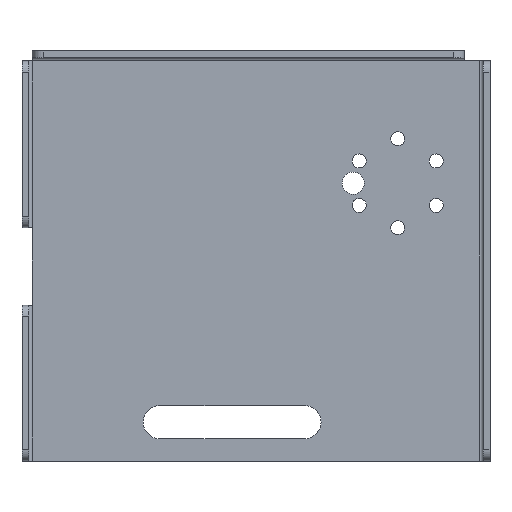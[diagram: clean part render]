
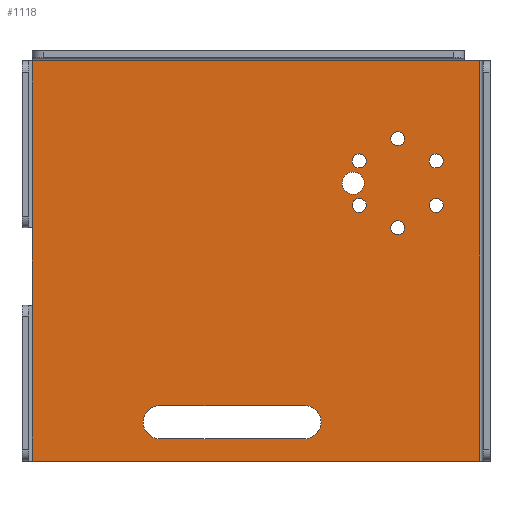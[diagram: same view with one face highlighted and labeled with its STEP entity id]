
A CAD part, left-side view. The second image highlights one B-rep face of the part: STEP entity #1118.
In plain terms, the highlighted planar face has unit normal (-1, 0, 0).
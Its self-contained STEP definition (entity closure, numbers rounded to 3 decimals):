
#37=FACE_BOUND('',#191,.T.);
#38=FACE_BOUND('',#192,.T.);
#39=FACE_BOUND('',#193,.T.);
#40=FACE_BOUND('',#194,.T.);
#41=FACE_BOUND('',#195,.T.);
#42=FACE_BOUND('',#196,.T.);
#43=FACE_BOUND('',#197,.T.);
#44=FACE_BOUND('',#198,.T.);
#66=PLANE('',#1247);
#110=FACE_OUTER_BOUND('',#190,.T.);
#190=EDGE_LOOP('',(#937,#938,#939,#940,#941,#942,#943));
#191=EDGE_LOOP('',(#944,#945,#946,#947));
#192=EDGE_LOOP('',(#948));
#193=EDGE_LOOP('',(#949));
#194=EDGE_LOOP('',(#950));
#195=EDGE_LOOP('',(#951));
#196=EDGE_LOOP('',(#952));
#197=EDGE_LOOP('',(#953));
#198=EDGE_LOOP('',(#954));
#263=LINE('',#1770,#353);
#274=LINE('',#1803,#364);
#277=LINE('',#1817,#367);
#281=LINE('',#1827,#371);
#291=LINE('',#1871,#381);
#292=LINE('',#1875,#382);
#293=LINE('',#1877,#383);
#295=LINE('',#1882,#385);
#296=LINE('',#1883,#386);
#353=VECTOR('',#1417,10.);
#364=VECTOR('',#1450,10.);
#367=VECTOR('',#1467,10.);
#371=VECTOR('',#1475,10.);
#381=VECTOR('',#1529,10.);
#382=VECTOR('',#1534,10.);
#383=VECTOR('',#1537,10.);
#385=VECTOR('',#1543,10.);
#386=VECTOR('',#1544,10.);
#440=CIRCLE('',#1214,7.5);
#442=CIRCLE('',#1217,7.5);
#460=CIRCLE('',#1248,3.15);
#461=CIRCLE('',#1249,3.15);
#462=CIRCLE('',#1250,3.15);
#463=CIRCLE('',#1251,3.15);
#464=CIRCLE('',#1252,3.15);
#465=CIRCLE('',#1253,5.);
#466=CIRCLE('',#1254,3.15);
#509=VERTEX_POINT('',#1722);
#516=VERTEX_POINT('',#1739);
#527=VERTEX_POINT('',#1767);
#528=VERTEX_POINT('',#1769);
#537=VERTEX_POINT('',#1797);
#539=VERTEX_POINT('',#1801);
#541=VERTEX_POINT('',#1807);
#543=VERTEX_POINT('',#1813);
#546=VERTEX_POINT('',#1824);
#547=VERTEX_POINT('',#1826);
#560=VERTEX_POINT('',#1873);
#562=VERTEX_POINT('',#1884);
#563=VERTEX_POINT('',#1886);
#564=VERTEX_POINT('',#1888);
#565=VERTEX_POINT('',#1890);
#566=VERTEX_POINT('',#1892);
#567=VERTEX_POINT('',#1894);
#568=VERTEX_POINT('',#1896);
#643=EDGE_CURVE('',#528,#527,#263,.T.);
#660=EDGE_CURVE('',#537,#539,#274,.T.);
#662=EDGE_CURVE('',#537,#541,#440,.T.);
#666=EDGE_CURVE('',#543,#539,#442,.T.);
#667=EDGE_CURVE('',#543,#541,#277,.T.);
#672=EDGE_CURVE('',#546,#547,#281,.T.);
#696=EDGE_CURVE('',#547,#527,#291,.T.);
#698=EDGE_CURVE('',#560,#546,#292,.T.);
#699=EDGE_CURVE('',#509,#560,#293,.T.);
#702=EDGE_CURVE('',#509,#516,#295,.T.);
#703=EDGE_CURVE('',#528,#516,#296,.T.);
#704=EDGE_CURVE('',#562,#562,#460,.T.);
#705=EDGE_CURVE('',#563,#563,#461,.T.);
#706=EDGE_CURVE('',#564,#564,#462,.T.);
#707=EDGE_CURVE('',#565,#565,#463,.T.);
#708=EDGE_CURVE('',#566,#566,#464,.T.);
#709=EDGE_CURVE('',#567,#567,#465,.T.);
#710=EDGE_CURVE('',#568,#568,#466,.T.);
#937=ORIENTED_EDGE('',*,*,#696,.F.);
#938=ORIENTED_EDGE('',*,*,#672,.F.);
#939=ORIENTED_EDGE('',*,*,#698,.F.);
#940=ORIENTED_EDGE('',*,*,#699,.F.);
#941=ORIENTED_EDGE('',*,*,#702,.T.);
#942=ORIENTED_EDGE('',*,*,#703,.F.);
#943=ORIENTED_EDGE('',*,*,#643,.T.);
#944=ORIENTED_EDGE('',*,*,#667,.T.);
#945=ORIENTED_EDGE('',*,*,#662,.F.);
#946=ORIENTED_EDGE('',*,*,#660,.T.);
#947=ORIENTED_EDGE('',*,*,#666,.F.);
#948=ORIENTED_EDGE('',*,*,#704,.T.);
#949=ORIENTED_EDGE('',*,*,#705,.T.);
#950=ORIENTED_EDGE('',*,*,#706,.T.);
#951=ORIENTED_EDGE('',*,*,#707,.T.);
#952=ORIENTED_EDGE('',*,*,#708,.T.);
#953=ORIENTED_EDGE('',*,*,#709,.T.);
#954=ORIENTED_EDGE('',*,*,#710,.T.);
#1118=ADVANCED_FACE('',(#110,#37,#38,#39,#40,#41,#42,#43,#44),#66,.T.);
#1214=AXIS2_PLACEMENT_3D('',#1808,#1455,#1456);
#1217=AXIS2_PLACEMENT_3D('',#1815,#1463,#1464);
#1247=AXIS2_PLACEMENT_3D('',#1881,#1541,#1542);
#1248=AXIS2_PLACEMENT_3D('',#1885,#1545,#1546);
#1249=AXIS2_PLACEMENT_3D('',#1887,#1547,#1548);
#1250=AXIS2_PLACEMENT_3D('',#1889,#1549,#1550);
#1251=AXIS2_PLACEMENT_3D('',#1891,#1551,#1552);
#1252=AXIS2_PLACEMENT_3D('',#1893,#1553,#1554);
#1253=AXIS2_PLACEMENT_3D('',#1895,#1555,#1556);
#1254=AXIS2_PLACEMENT_3D('',#1897,#1557,#1558);
#1417=DIRECTION('',(0.,-1.,0.));
#1450=DIRECTION('',(0.,1.,0.));
#1455=DIRECTION('center_axis',(-1.,0.,0.));
#1456=DIRECTION('ref_axis',(0.,-0.707,-0.707));
#1463=DIRECTION('center_axis',(-1.,0.,0.));
#1464=DIRECTION('ref_axis',(0.,0.707,0.707));
#1467=DIRECTION('',(0.,-1.,0.));
#1475=DIRECTION('',(0.,-1.,0.));
#1529=DIRECTION('',(0.,0.,-1.));
#1534=DIRECTION('',(0.,-1.,0.));
#1537=DIRECTION('',(0.,0.,1.));
#1541=DIRECTION('center_axis',(-1.,0.,0.));
#1542=DIRECTION('ref_axis',(0.,-1.,0.));
#1543=DIRECTION('',(0.,0.,-1.));
#1544=DIRECTION('',(0.,0.,1.));
#1545=DIRECTION('center_axis',(1.,0.,0.));
#1546=DIRECTION('ref_axis',(0.,0.,-1.));
#1547=DIRECTION('center_axis',(1.,0.,0.));
#1548=DIRECTION('ref_axis',(0.,0.,-1.));
#1549=DIRECTION('center_axis',(1.,0.,0.));
#1550=DIRECTION('ref_axis',(0.,0.,-1.));
#1551=DIRECTION('center_axis',(1.,0.,0.));
#1552=DIRECTION('ref_axis',(0.,0.,-1.));
#1553=DIRECTION('center_axis',(1.,0.,0.));
#1554=DIRECTION('ref_axis',(0.,0.,-1.));
#1555=DIRECTION('center_axis',(1.,0.,0.));
#1556=DIRECTION('ref_axis',(0.,0.,-1.));
#1557=DIRECTION('center_axis',(1.,0.,0.));
#1558=DIRECTION('ref_axis',(0.,0.,-1.));
#1722=CARTESIAN_POINT('',(103.,204.5,105.));
#1739=CARTESIAN_POINT('',(103.,204.5,70.));
#1767=CARTESIAN_POINT('',(103.,3.,0.));
#1769=CARTESIAN_POINT('',(103.,204.5,0.));
#1770=CARTESIAN_POINT('',(103.,209.,0.));
#1797=CARTESIAN_POINT('',(103.,82.,10.));
#1801=CARTESIAN_POINT('',(103.,147.,10.));
#1803=CARTESIAN_POINT('',(103.,180.25,10.));
#1807=CARTESIAN_POINT('',(103.,82.,25.));
#1808=CARTESIAN_POINT('Origin',(103.,82.,17.5));
#1813=CARTESIAN_POINT('',(103.,147.,25.));
#1815=CARTESIAN_POINT('Origin',(103.,147.,17.5));
#1817=CARTESIAN_POINT('',(103.,140.25,25.));
#1824=CARTESIAN_POINT('',(103.,10.,180.));
#1826=CARTESIAN_POINT('',(103.,3.,180.));
#1827=CARTESIAN_POINT('',(103.,209.,180.));
#1871=CARTESIAN_POINT('',(103.,3.,0.));
#1873=CARTESIAN_POINT('',(103.,204.5,180.));
#1875=CARTESIAN_POINT('',(103.,156.625,180.));
#1877=CARTESIAN_POINT('',(103.,204.5,0.));
#1881=CARTESIAN_POINT('Origin',(103.,206.,0.));
#1882=CARTESIAN_POINT('',(103.,204.5,35.));
#1883=CARTESIAN_POINT('',(103.,204.5,0.));
#1884=CARTESIAN_POINT('',(103.,57.321,118.15));
#1885=CARTESIAN_POINT('Origin',(103.,57.321,115.));
#1886=CARTESIAN_POINT('',(103.,40.,148.15));
#1887=CARTESIAN_POINT('Origin',(103.,40.,145.));
#1888=CARTESIAN_POINT('',(103.,57.321,138.15));
#1889=CARTESIAN_POINT('Origin',(103.,57.321,135.));
#1890=CARTESIAN_POINT('',(103.,40.,108.15));
#1891=CARTESIAN_POINT('Origin',(103.,40.,105.));
#1892=CARTESIAN_POINT('',(103.,22.679,138.15));
#1893=CARTESIAN_POINT('Origin',(103.,22.679,135.));
#1894=CARTESIAN_POINT('',(103.,60.,130.));
#1895=CARTESIAN_POINT('Origin',(103.,60.,125.));
#1896=CARTESIAN_POINT('',(103.,22.679,118.15));
#1897=CARTESIAN_POINT('Origin',(103.,22.679,115.));
